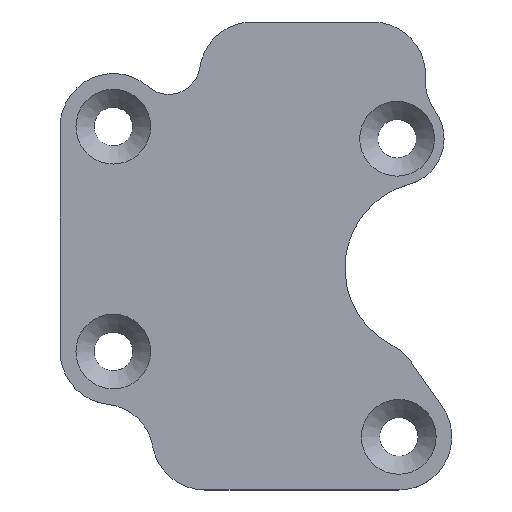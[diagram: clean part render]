
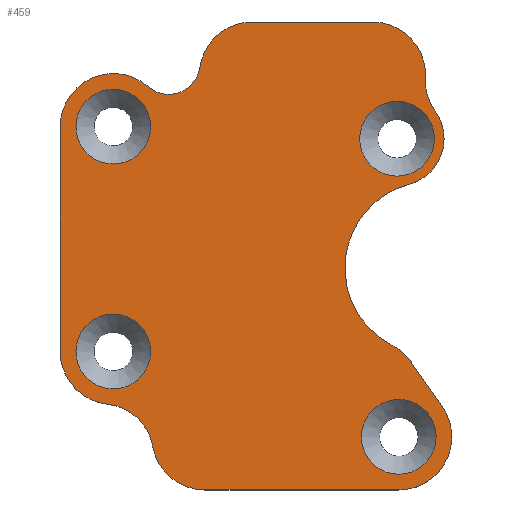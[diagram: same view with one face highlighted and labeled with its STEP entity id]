
A CAD part, top view. The second image highlights one B-rep face of the part: STEP entity #459.
In plain terms, the highlighted planar face has unit normal (0, 0, 1).
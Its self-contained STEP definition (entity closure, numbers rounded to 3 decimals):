
#29=PLANE('',#530);
#32=LINE('',#700,#56);
#38=LINE('',#724,#62);
#44=LINE('',#748,#68);
#48=LINE('',#760,#72);
#56=VECTOR('',#551,1000.);
#62=VECTOR('',#577,1000.);
#68=VECTOR('',#603,1000.);
#72=VECTOR('',#615,1000.);
#170=ORIENTED_EDGE('',*,*,#254,.T.);
#171=ORIENTED_EDGE('',*,*,#255,.T.);
#172=ORIENTED_EDGE('',*,*,#256,.T.);
#173=ORIENTED_EDGE('',*,*,#257,.T.);
#174=ORIENTED_EDGE('',*,*,#198,.T.);
#175=ORIENTED_EDGE('',*,*,#202,.T.);
#176=ORIENTED_EDGE('',*,*,#205,.T.);
#177=ORIENTED_EDGE('',*,*,#208,.T.);
#178=ORIENTED_EDGE('',*,*,#211,.T.);
#179=ORIENTED_EDGE('',*,*,#214,.T.);
#180=ORIENTED_EDGE('',*,*,#217,.T.);
#181=ORIENTED_EDGE('',*,*,#220,.T.);
#182=ORIENTED_EDGE('',*,*,#223,.T.);
#183=ORIENTED_EDGE('',*,*,#226,.T.);
#184=ORIENTED_EDGE('',*,*,#229,.T.);
#185=ORIENTED_EDGE('',*,*,#232,.T.);
#186=ORIENTED_EDGE('',*,*,#235,.T.);
#187=ORIENTED_EDGE('',*,*,#238,.T.);
#188=ORIENTED_EDGE('',*,*,#241,.T.);
#189=ORIENTED_EDGE('',*,*,#252,.T.);
#198=EDGE_CURVE('',#258,#259,#302,.T.);
#202=EDGE_CURVE('',#259,#262,#32,.T.);
#205=EDGE_CURVE('',#262,#264,#304,.T.);
#208=EDGE_CURVE('',#264,#266,#306,.T.);
#211=EDGE_CURVE('',#266,#268,#308,.T.);
#214=EDGE_CURVE('',#268,#270,#38,.T.);
#217=EDGE_CURVE('',#270,#272,#310,.T.);
#220=EDGE_CURVE('',#272,#274,#312,.T.);
#223=EDGE_CURVE('',#274,#276,#314,.T.);
#226=EDGE_CURVE('',#276,#278,#44,.T.);
#229=EDGE_CURVE('',#278,#280,#316,.T.);
#232=EDGE_CURVE('',#280,#282,#48,.T.);
#235=EDGE_CURVE('',#282,#284,#318,.T.);
#238=EDGE_CURVE('',#284,#286,#320,.T.);
#241=EDGE_CURVE('',#286,#288,#322,.T.);
#252=EDGE_CURVE('',#288,#258,#332,.T.);
#254=EDGE_CURVE('',#298,#298,#334,.F.);
#255=EDGE_CURVE('',#299,#299,#335,.F.);
#256=EDGE_CURVE('',#300,#300,#336,.F.);
#257=EDGE_CURVE('',#301,#301,#337,.F.);
#258=VERTEX_POINT('',#692);
#259=VERTEX_POINT('',#693);
#262=VERTEX_POINT('',#701);
#264=VERTEX_POINT('',#707);
#266=VERTEX_POINT('',#713);
#268=VERTEX_POINT('',#719);
#270=VERTEX_POINT('',#725);
#272=VERTEX_POINT('',#731);
#274=VERTEX_POINT('',#737);
#276=VERTEX_POINT('',#743);
#278=VERTEX_POINT('',#749);
#280=VERTEX_POINT('',#755);
#282=VERTEX_POINT('',#761);
#284=VERTEX_POINT('',#767);
#286=VERTEX_POINT('',#773);
#288=VERTEX_POINT('',#779);
#298=VERTEX_POINT('',#809);
#299=VERTEX_POINT('',#811);
#300=VERTEX_POINT('',#813);
#301=VERTEX_POINT('',#815);
#302=CIRCLE('',#478,4.4);
#304=CIRCLE('',#482,4.4);
#306=CIRCLE('',#485,2.6);
#308=CIRCLE('',#488,4.4);
#310=CIRCLE('',#492,4.4);
#312=CIRCLE('',#495,4.225);
#314=CIRCLE('',#498,4.4);
#316=CIRCLE('',#502,4.4);
#318=CIRCLE('',#506,4.4);
#320=CIRCLE('',#509,7.2);
#322=CIRCLE('',#512,3.9);
#332=CIRCLE('',#527,4.225);
#334=CIRCLE('',#531,3.1);
#335=CIRCLE('',#532,3.1);
#336=CIRCLE('',#533,3.1);
#337=CIRCLE('',#534,3.1);
#367=EDGE_LOOP('',(#170));
#368=EDGE_LOOP('',(#171));
#369=EDGE_LOOP('',(#172));
#370=EDGE_LOOP('',(#173));
#371=EDGE_LOOP('',(#174,#175,#176,#177,#178,#179,#180,#181,#182,#183,#184,
#185,#186,#187,#188,#189));
#409=FACE_BOUND('',#367,.T.);
#410=FACE_BOUND('',#368,.T.);
#411=FACE_BOUND('',#369,.T.);
#412=FACE_BOUND('',#370,.T.);
#413=FACE_BOUND('',#371,.T.);
#459=ADVANCED_FACE('',(#409,#410,#411,#412,#413),#29,.T.);
#478=AXIS2_PLACEMENT_3D('',#691,#543,#544);
#482=AXIS2_PLACEMENT_3D('',#706,#556,#557);
#485=AXIS2_PLACEMENT_3D('',#712,#563,#564);
#488=AXIS2_PLACEMENT_3D('',#718,#570,#571);
#492=AXIS2_PLACEMENT_3D('',#730,#582,#583);
#495=AXIS2_PLACEMENT_3D('',#736,#589,#590);
#498=AXIS2_PLACEMENT_3D('',#742,#596,#597);
#502=AXIS2_PLACEMENT_3D('',#754,#608,#609);
#506=AXIS2_PLACEMENT_3D('',#766,#620,#621);
#509=AXIS2_PLACEMENT_3D('',#772,#627,#628);
#512=AXIS2_PLACEMENT_3D('',#778,#634,#635);
#527=AXIS2_PLACEMENT_3D('',#804,#665,#666);
#530=AXIS2_PLACEMENT_3D('',#807,#671,#672);
#531=AXIS2_PLACEMENT_3D('',#808,#673,#674);
#532=AXIS2_PLACEMENT_3D('',#810,#675,#676);
#533=AXIS2_PLACEMENT_3D('',#812,#677,#678);
#534=AXIS2_PLACEMENT_3D('',#814,#679,#680);
#543=DIRECTION('',(0.,0.,1.));
#544=DIRECTION('',(-1.,0.,0.));
#551=DIRECTION('',(-1.,0.,0.));
#556=DIRECTION('',(0.,0.,1.));
#557=DIRECTION('',(1.,0.,0.));
#563=DIRECTION('',(0.,0.,-1.));
#564=DIRECTION('',(1.,0.,0.));
#570=DIRECTION('',(0.,0.,1.));
#571=DIRECTION('',(1.,0.,0.));
#577=DIRECTION('',(0.,-1.,0.));
#582=DIRECTION('',(0.,0.,1.));
#583=DIRECTION('',(1.,0.,0.));
#589=DIRECTION('',(0.,0.,-1.));
#590=DIRECTION('',(1.,0.,0.));
#596=DIRECTION('',(0.,0.,1.));
#597=DIRECTION('',(1.,0.,0.));
#603=DIRECTION('',(1.,0.,0.));
#608=DIRECTION('',(0.,0.,1.));
#609=DIRECTION('',(-1.,0.,0.));
#615=DIRECTION('',(-0.574,0.819,0.));
#620=DIRECTION('',(0.,0.,1.));
#621=DIRECTION('',(1.,0.,0.));
#627=DIRECTION('',(0.,0.,-1.));
#628=DIRECTION('',(1.,0.,0.));
#634=DIRECTION('',(0.,0.,1.));
#635=DIRECTION('',(-1.,0.,0.));
#665=DIRECTION('',(0.,0.,-1.));
#666=DIRECTION('',(1.,0.,0.));
#671=DIRECTION('',(0.,0.,1.));
#672=DIRECTION('',(1.,0.,0.));
#673=DIRECTION('',(0.,0.,1.));
#674=DIRECTION('',(1.,0.,0.));
#675=DIRECTION('',(0.,0.,1.));
#676=DIRECTION('',(1.,0.,0.));
#677=DIRECTION('',(0.,0.,1.));
#678=DIRECTION('',(1.,0.,0.));
#679=DIRECTION('',(0.,0.,1.));
#680=DIRECTION('',(1.,0.,0.));
#691=CARTESIAN_POINT('',(21.49,4.276,0.));
#692=CARTESIAN_POINT('',(25.882,4.021,0.));
#693=CARTESIAN_POINT('',(21.49,8.676,0.));
#700=CARTESIAN_POINT('',(21.49,8.676,0.));
#701=CARTESIAN_POINT('',(11.528,8.676,0.));
#706=CARTESIAN_POINT('',(11.528,4.276,0.));
#707=CARTESIAN_POINT('',(7.173,4.905,0.));
#712=CARTESIAN_POINT('',(4.6,5.276,0.));
#713=CARTESIAN_POINT('',(2.891,3.317,0.));
#718=CARTESIAN_POINT('',(0.,0.,0.));
#719=CARTESIAN_POINT('',(-4.4,0.,0.));
#724=CARTESIAN_POINT('',(-4.4,0.,0.));
#725=CARTESIAN_POINT('',(-4.4,-18.646,0.));
#730=CARTESIAN_POINT('',(0.,-18.646,0.));
#731=CARTESIAN_POINT('',(-0.459,-23.022,0.));
#736=CARTESIAN_POINT('',(-0.9,-27.224,0.));
#737=CARTESIAN_POINT('',(3.261,-26.489,0.));
#742=CARTESIAN_POINT('',(7.594,-25.724,0.));
#743=CARTESIAN_POINT('',(7.594,-30.124,0.));
#748=CARTESIAN_POINT('',(7.594,-30.124,0.));
#749=CARTESIAN_POINT('',(23.672,-30.124,0.));
#754=CARTESIAN_POINT('',(23.672,-25.724,0.));
#755=CARTESIAN_POINT('',(27.276,-23.2,0.));
#760=CARTESIAN_POINT('',(27.276,-23.2,0.));
#761=CARTESIAN_POINT('',(24.695,-19.514,0.));
#766=CARTESIAN_POINT('',(21.091,-22.037,0.));
#767=CARTESIAN_POINT('',(23.105,-18.125,0.));
#772=CARTESIAN_POINT('',(26.4,-11.724,0.));
#773=CARTESIAN_POINT('',(24.537,-4.769,0.));
#778=CARTESIAN_POINT('',(23.528,-1.002,0.));
#779=CARTESIAN_POINT('',(26.683,1.292,0.));
#804=CARTESIAN_POINT('',(30.1,3.776,0.));
#807=CARTESIAN_POINT('',(21.49,4.276,0.));
#808=CARTESIAN_POINT('',(0.,0.,0.));
#809=CARTESIAN_POINT('',(3.1,0.,0.));
#810=CARTESIAN_POINT('',(0.,-18.646,0.));
#811=CARTESIAN_POINT('',(3.1,-18.646,0.));
#812=CARTESIAN_POINT('',(23.672,-25.724,0.));
#813=CARTESIAN_POINT('',(26.772,-25.724,0.));
#814=CARTESIAN_POINT('',(23.528,-1.002,0.));
#815=CARTESIAN_POINT('',(26.628,-1.002,0.));
